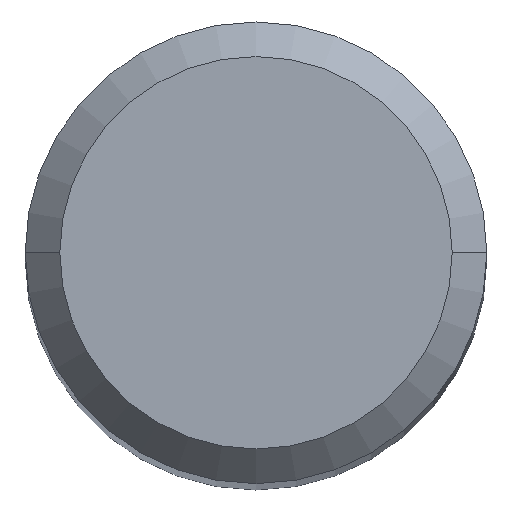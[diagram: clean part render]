
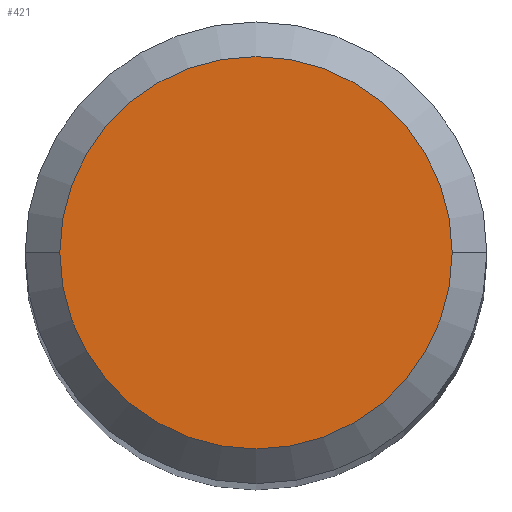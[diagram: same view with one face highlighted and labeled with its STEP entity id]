
A CAD part, top view. The second image highlights one B-rep face of the part: STEP entity #421.
In plain terms, the highlighted planar face has unit normal (0, 0, 1).
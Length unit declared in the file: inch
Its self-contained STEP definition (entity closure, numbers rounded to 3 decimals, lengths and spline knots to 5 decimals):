
#7 = CARTESIAN_POINT ( 'NONE',  ( 0.13387, 0., 0. ) ) ;
#10 = CIRCLE ( 'NONE', #432, 0.13387 ) ;
#13 = CARTESIAN_POINT ( 'NONE',  ( 0., 0., 0. ) ) ;
#26 = DIRECTION ( 'NONE',  ( 0., 0., -1. ) ) ;
#70 = DIRECTION ( 'NONE',  ( -1., 0., 0. ) ) ;
#97 = DIRECTION ( 'NONE',  ( 0., 0., 1. ) ) ;
#99 = CARTESIAN_POINT ( 'NONE',  ( 0., 0., 0. ) ) ;
#100 = CARTESIAN_POINT ( 'NONE',  ( 0., 0., 0. ) ) ;
#132 = EDGE_CURVE ( 'NONE', #240, #460, #10, .T. ) ;
#167 = CARTESIAN_POINT ( 'NONE',  ( -0.13387, 0., 0. ) ) ;
#194 = AXIS2_PLACEMENT_3D ( 'NONE', #100, #97, #246 ) ;
#202 = DIRECTION ( 'NONE',  ( 0., 0., 1. ) ) ;
#240 = VERTEX_POINT ( 'NONE', #7 ) ;
#246 = DIRECTION ( 'NONE',  ( 1., 0., 0. ) ) ;
#287 = CIRCLE ( 'NONE', #194, 0.13387 ) ;
#296 = AXIS2_PLACEMENT_3D ( 'NONE', #13, #26, #70 ) ;
#301 = ORIENTED_EDGE ( 'NONE', *, *, #132, .T. ) ;
#340 = FACE_OUTER_BOUND ( 'NONE', #463, .T. ) ;
#356 = DIRECTION ( 'NONE',  ( 1., 0., 0. ) ) ;
#378 = PLANE ( 'NONE',  #296 ) ;
#390 = ORIENTED_EDGE ( 'NONE', *, *, #431, .T. ) ;
#421 = ADVANCED_FACE ( 'NONE', ( #340 ), #378, .F. ) ;
#431 = EDGE_CURVE ( 'NONE', #460, #240, #287, .T. ) ;
#432 = AXIS2_PLACEMENT_3D ( 'NONE', #99, #202, #356 ) ;
#460 = VERTEX_POINT ( 'NONE', #167 ) ;
#463 = EDGE_LOOP ( 'NONE', ( #390, #301 ) ) ;
